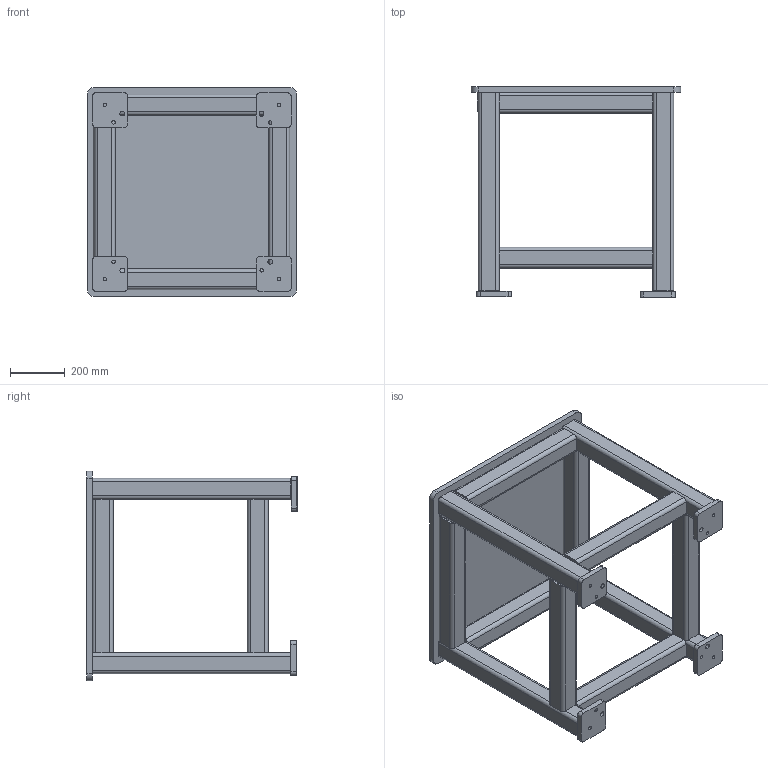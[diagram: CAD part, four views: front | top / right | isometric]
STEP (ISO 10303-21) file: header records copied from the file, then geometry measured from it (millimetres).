
FILE_DESCRIPTION (( 'STEP AP203' ), '1' );
FILE_NAME ('MODEL 200 ASS''Y.STEP', '2024-05-31T19:06:42', ( '' ), ( '' ), 'SwSTEP 2.0', 'SolidWorks 2023', '' );
FILE_SCHEMA (( 'CONFIG_CONTROL_DESIGN' ));
Length unit declared in the file: inch
Products named in the file (5): MODEL 200 3X3X.25 LEG X 28.5; MODEL 200 FOOT PAD; MODEL 200 3X3X.25 X 22 LG; .75 TOP PLATE; MODEL 200 ASS''Y
Assembly tree (17 placements, depth 2):
  MODEL 200 ASS''Y
    .75 TOP PLATE
    MODEL 200 3X3X.25 LEG X 28.5  x4
    MODEL 200 3X3X.25 X 22 LG  x8
    MODEL 200 FOOT PAD  x4
Bounding box: 762 x 765.44 x 762 mm (x, y, z)
Volume: 24535445.1 mm3; surface area: 5304006.5 mm2
Topology: 17 solids, 17 shells, 290 faces, 768 edges, 512 vertices
Faces by surface type: plane 150, cylinder 140
Entity records: 2895 total; most frequent: DIRECTION 386, CARTESIAN_POINT 352, ORIENTED_EDGE 324, EDGE_CURVE 162, AXIS2_PLACEMENT_3D 142, VERTEX_POINT 108, LINE 102, VECTOR 102
